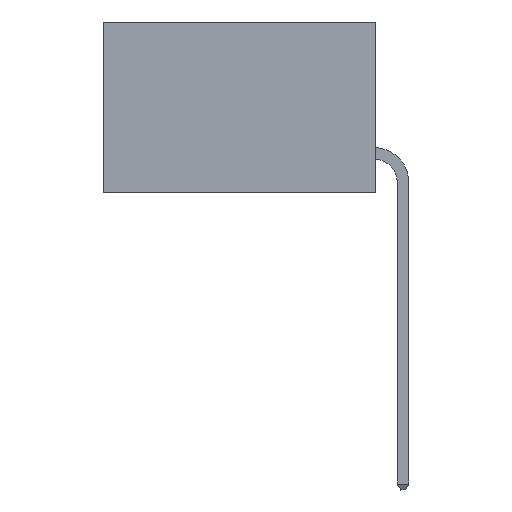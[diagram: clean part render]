
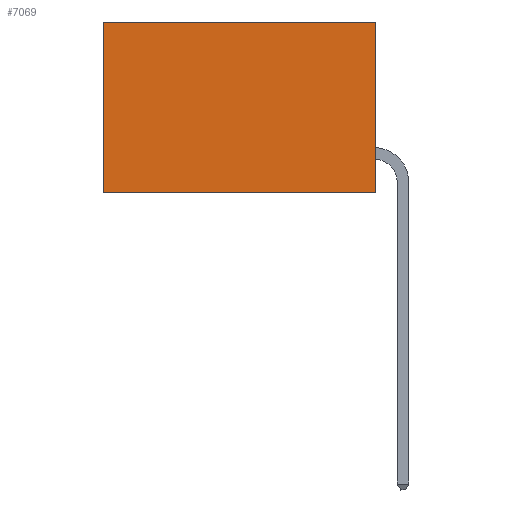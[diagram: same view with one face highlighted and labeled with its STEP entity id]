
A CAD part, left-side view. The second image highlights one B-rep face of the part: STEP entity #7069.
In plain terms, the highlighted planar face has unit normal (-1, 0, 0).
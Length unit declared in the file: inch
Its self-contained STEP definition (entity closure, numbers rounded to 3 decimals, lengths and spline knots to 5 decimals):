
#3 = EDGE_LOOP ( 'NONE', ( #6531, #6608, #6637, #6646 ) ) ;
#58 = DIRECTION ( 'NONE',  ( 0., 0., -1. ) ) ;
#394 = CARTESIAN_POINT ( 'NONE',  ( 0.277, 0.59, -0.37 ) ) ;
#626 = CARTESIAN_POINT ( 'NONE',  ( 0.277, 0.59, -0.37 ) ) ;
#1664 = LINE ( 'NONE', #6827, #9838 ) ;
#2317 = LINE ( 'NONE', #3837, #11104 ) ;
#2814 = VERTEX_POINT ( 'NONE', #9935 ) ;
#3488 = AXIS2_PLACEMENT_3D ( 'NONE', #8820, #8788, #8608 ) ;
#3639 = DIRECTION ( 'NONE',  ( 0., 0., -1. ) ) ;
#3837 = CARTESIAN_POINT ( 'NONE',  ( 0.277, 0., -0.37 ) ) ;
#4093 = VERTEX_POINT ( 'NONE', #11001 ) ;
#4213 = EDGE_CURVE ( 'NONE', #4093, #5288, #7195, .T. ) ;
#4560 = DIRECTION ( 'NONE',  ( 0., 1., 0. ) ) ;
#4572 = FACE_OUTER_BOUND ( 'NONE', #3, .T. ) ;
#5057 = VECTOR ( 'NONE', #4560, 39.37008 ) ;
#5288 = VERTEX_POINT ( 'NONE', #7980 ) ;
#5925 = LINE ( 'NONE', #626, #10134 ) ;
#6531 = ORIENTED_EDGE ( 'NONE', *, *, #7359, .T. ) ;
#6608 = ORIENTED_EDGE ( 'NONE', *, *, #9541, .F. ) ;
#6637 = ORIENTED_EDGE ( 'NONE', *, *, #7276, .F. ) ;
#6646 = ORIENTED_EDGE ( 'NONE', *, *, #4213, .T. ) ;
#6827 = CARTESIAN_POINT ( 'NONE',  ( 0.277, 0., -0.37 ) ) ;
#7069 = ADVANCED_FACE ( 'NONE', ( #4572 ), #9370, .F. ) ;
#7195 = LINE ( 'NONE', #11036, #5057 ) ;
#7276 = EDGE_CURVE ( 'NONE', #4093, #2814, #2317, .T. ) ;
#7359 = EDGE_CURVE ( 'NONE', #5288, #8818, #5925, .T. ) ;
#7980 = CARTESIAN_POINT ( 'NONE',  ( 0.277, 0.59, 0. ) ) ;
#8608 = DIRECTION ( 'NONE',  ( 0., 0., -1. ) ) ;
#8788 = DIRECTION ( 'NONE',  ( 1., 0., 0. ) ) ;
#8818 = VERTEX_POINT ( 'NONE', #394 ) ;
#8820 = CARTESIAN_POINT ( 'NONE',  ( 0.277, 0., -0.37 ) ) ;
#9370 = PLANE ( 'NONE',  #3488 ) ;
#9541 = EDGE_CURVE ( 'NONE', #2814, #8818, #1664, .T. ) ;
#9838 = VECTOR ( 'NONE', #10939, 39.37008 ) ;
#9935 = CARTESIAN_POINT ( 'NONE',  ( 0.277, 0., -0.37 ) ) ;
#10134 = VECTOR ( 'NONE', #58, 39.37008 ) ;
#10939 = DIRECTION ( 'NONE',  ( 0., 1., 0. ) ) ;
#11001 = CARTESIAN_POINT ( 'NONE',  ( 0.277, 0., 0. ) ) ;
#11036 = CARTESIAN_POINT ( 'NONE',  ( 0.277, 0., 0. ) ) ;
#11104 = VECTOR ( 'NONE', #3639, 39.37008 ) ;
